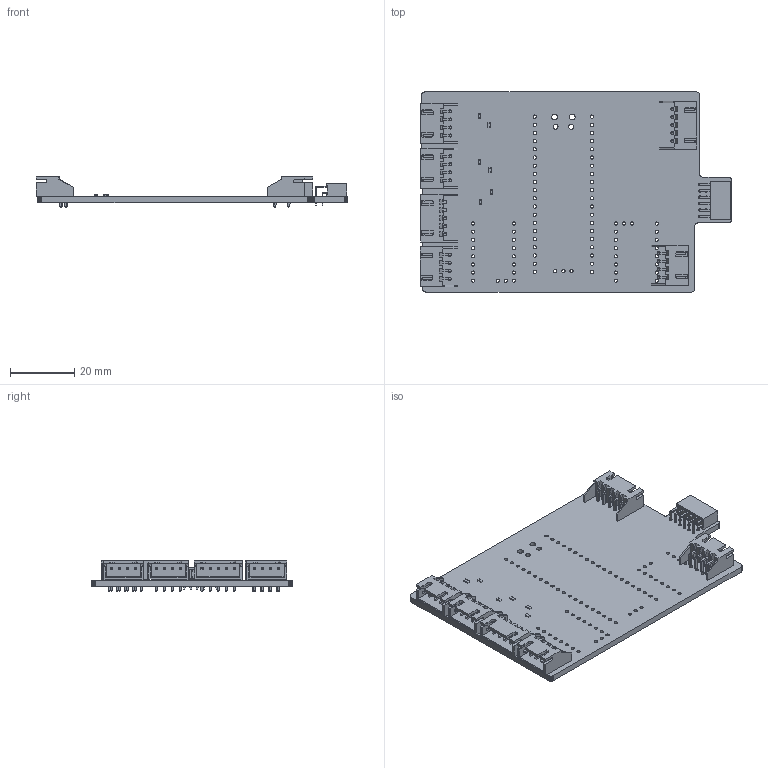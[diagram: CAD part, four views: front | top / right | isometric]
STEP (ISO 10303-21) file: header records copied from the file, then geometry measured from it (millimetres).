
FILE_DESCRIPTION(('KiCad electronic assembly'),'2;1');
FILE_NAME('FYP_P2_1.step','2024-05-14T22:18:43',('Pcbnew'),('Kicad'), 'Open CASCADE STEP processor 7.6','KiCad to STEP converter','Unknown' );
FILE_SCHEMA(('AUTOMOTIVE_DESIGN { 1 0 10303 214 1 1 1 1 }'));
Length unit declared in the file: millimetre
Products named in the file (10): FYP_P2_1 1; JST_XH_S4B-XH-A_1x04_P2.50mm_Horizontal; SOLID; JST_XH_S5B-XH-A-1_1x05_P2.50mm_Horizontal; PinSocket_2x06_P2.00mm_Horizontal; R_0603_1608Metric; PCB
Assembly tree (18 placements, depth 3):
  FYP_P2_1 1
    JST_XH_S4B-XH-A_1x04_P2.50mm_Horizontal  x4
      SOLID
    JST_XH_S5B-XH-A-1_1x05_P2.50mm_Horizontal  x2
      SOLID
    PinSocket_2x06_P2.00mm_Horizontal
      SOLID
    R_0603_1608Metric  x6
      SOLID
    PCB
Bounding box: 96.94 x 62.21 x 9.5 mm (x, y, z)
Volume: 12563.6 mm3; surface area: 17684.9 mm2
Topology: 14 solids, 14 shells, 1827 faces, 4889 edges, 3178 vertices
Faces by surface type: plane 1558, cylinder 269
Full cylindrical faces by diameter (mm): 0.8 x12, 0.95 x26, 1 x36, 1.02 x43, 1.5 x2, 1.8 x2
Entity records: 73872 total; most frequent: CARTESIAN_POINT 12667, DIRECTION 10301, LINE 7453, VECTOR 7453, ORIENTED_EDGE 5446, PCURVE 5446, DEFINITIONAL_REPRESENTATION 5446, EDGE_CURVE 2723
